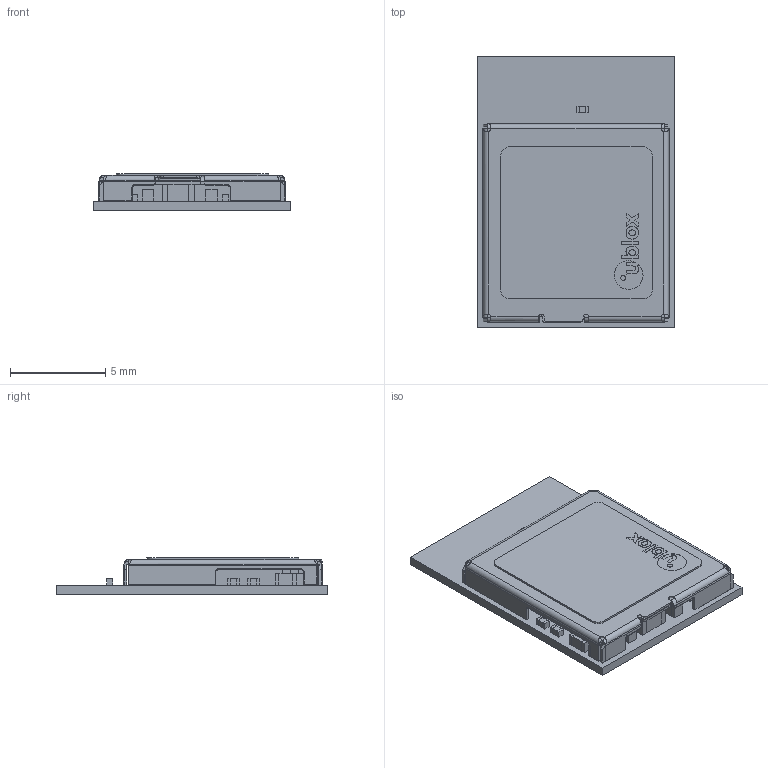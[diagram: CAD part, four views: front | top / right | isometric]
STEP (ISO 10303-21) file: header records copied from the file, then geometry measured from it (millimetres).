
FILE_DESCRIPTION(('Open CASCADE Model'),'2;1');
FILE_NAME('Open CASCADE Shape Model','2022-06-08T14:52:14',('Author'),( 'Open CASCADE'),'Open CASCADE STEP processor 6.8','Open CASCADE 6.8' ,'Unknown');
FILE_SCHEMA(('AUTOMOTIVE_DESIGN { 1 0 10303 214 1 1 1 1 }'));
Length unit declared in the file: millimetre
Products named in the file (80): PCB; Board; Open CASCADE STEP translator 6.8 3.1.1; E1; label_with_logo_8x8; label_8x8; logo_full_4mm; logo_x_4mm; logo_o_4mm; logo_l_4mm; logo_b_4mm; logo_u_4mm; NORA_shield_type_3_UBXH04-0000764; R2; 6259924512; Extruded; 6259924752; C29; 6259923792; 6259923552; U2; 6229298432; X1; 6259923152; U1; 6259922832; R1; Z6; 6259922272; 6259921552; L3; L2; 6259924192; L1; 6259922672; 6259922512; J1; 6259925312; C23; 6259924352 ...
Assembly tree (238 placements, depth 5):
  PCB
    Board
      Open CASCADE STEP translator 6.8 3.1.1
    E1
      label_with_logo_8x8
        label_8x8
        logo_full_4mm
          logo_x_4mm
          logo_o_4mm
          logo_l_4mm
          logo_b_4mm
          logo_u_4mm
      NORA_shield_type_3_UBXH04-0000764
    R2
      6259924512
        Extruded
      6259924752  x2
        Extruded
    C29
      6259923792  x2
        Extruded
      6259923552
        Extruded
    U2
      6229298432
    X1
      6259923152
        Extruded
    U1
      6259922832
        Extruded
    R1
      6259924752  x2
        Extruded
      6259924512
        Extruded
    Z6
      6259922272
        Extruded
      6259921552  x2
        Extruded
    L3
      6259922272
        Extruded
      6259921552  x2
        Extruded
    L2
      6259922272
        Extruded
      6259924192  x2
        Extruded
    L1
      6259922672
        Extruded
      6259922512  x2
        Extruded
    J1
      6259925312  x82
        Extruded
    C23
Bounding box: 10.4 x 14.3 x 1.96 mm (x, y, z)
Volume: 157.7 mm3; surface area: 1254.9 mm2
Topology: 191 solids, 191 shells, 3056 faces, 7950 edges, 5276 vertices
Faces by surface type: plane 2927, bspline 71, cylinder 58
Entity records: 17777 total; most frequent: CARTESIAN_POINT 3646, DIRECTION 2416, ORIENTED_EDGE 2364, EDGE_CURVE 1182, LINE 916, VECTOR 916, VERTEX_POINT 764, AXIS2_PLACEMENT_3D 750
